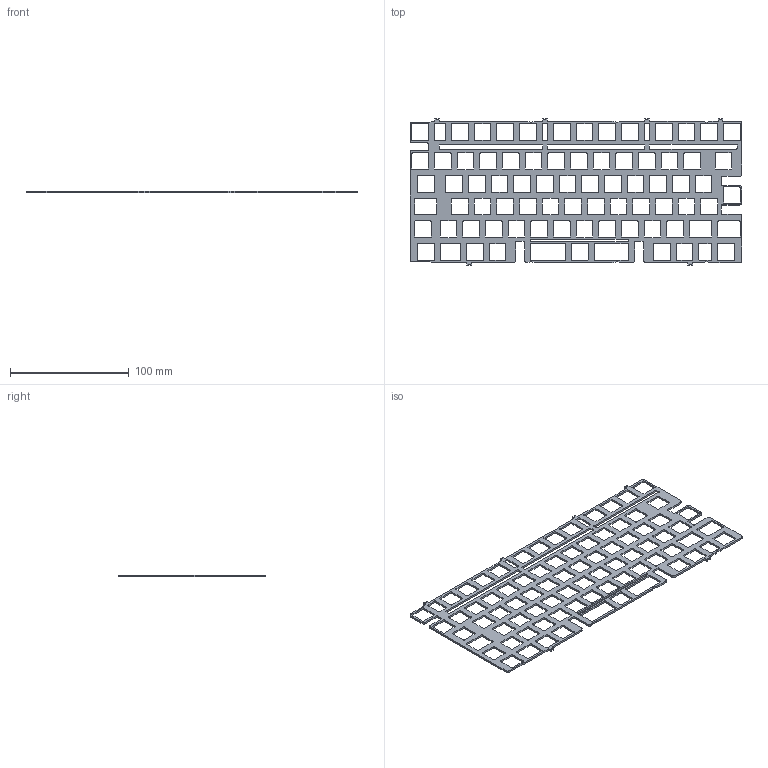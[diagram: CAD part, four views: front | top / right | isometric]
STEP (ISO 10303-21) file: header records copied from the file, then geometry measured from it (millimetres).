
FILE_DESCRIPTION(/* description */ ('STEP AP242','CAx-IF Rec.Pracs.---Representation and Presentation of Product Manufacturing Information (PMI)---4.0---2014-10-13','CAx-IF Rec.Pracs.---3D Tessellated Geometry---0.4---2014-09-14','2;1'),/* implementation_level */ '2;1');
FILE_NAME(/* name */ '684121e009687d4e84048bd6',/* time_stamp */ '2025-06-05T04:49:37Z',/* author */ (''),/* organization */ (''),/* preprocessor_version */ 'ST-DEVELOPER v20',/* originating_system */ 'ONSHAPE BY PTC INC, 1.198',/* authorisation */ ' ');
FILE_SCHEMA (('AP242_MANAGED_MODEL_BASED_3D_ENGINEERING_MIM_LF { 1 0 10303 442 1 1 4 }'));
Length unit declared in the file: metre
Products named in the file (1): Left Plate
Bounding box: 278.94 x 124 x 1.6 mm (x, y, z)
Volume: 23986.6 mm3; surface area: 39942.9 mm2
Topology: 1 solids, 1 shells, 827 faces, 2475 edges, 1650 vertices
Faces by surface type: cylinder 420, plane 407
Entity records: 28455 total; most frequent: DIRECTION 4971, CARTESIAN_POINT 4953, ORIENTED_EDGE 4950, EDGE_CURVE 2475, AXIS2_PLACEMENT_3D 1668, VERTEX_POINT 1650, LINE 1635, VECTOR 1635
